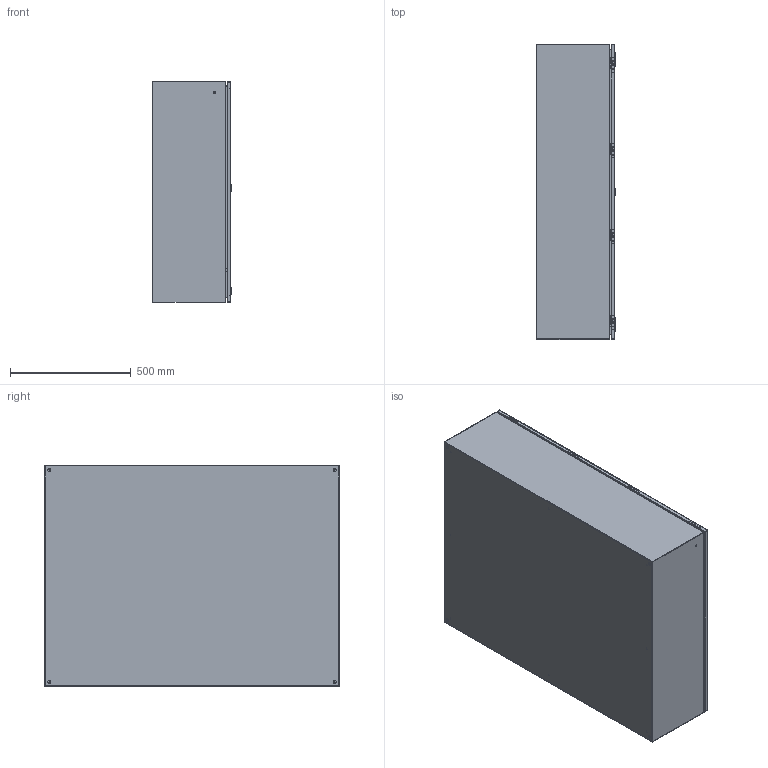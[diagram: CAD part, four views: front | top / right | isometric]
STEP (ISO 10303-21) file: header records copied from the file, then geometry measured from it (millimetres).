
FILE_DESCRIPTION (( 'STEP AP214' ), '1' );
FILE_NAME ('EN4SD483612S16R.STEP', '2019-10-03T10:31:39', ( '' ), ( '' ), 'SwSTEP 2.0', 'SolidWorks 2018', '' );
FILE_SCHEMA (( 'AUTOMOTIVE_DESIGN' ));
Length unit declared in the file: inch
Products named in the file (1): EN4SD483612S16R
Bounding box: 330.25 x 1219.2 x 914.4 mm (x, y, z)
Volume: 7660980.1 mm3; surface area: 8128481.9 mm2
Topology: 65 solids, 65 shells, 1684 faces, 4068 edges, 2579 vertices
Faces by surface type: plane 858, cylinder 549, bspline 193, torus 50, cone 34
Entity records: 77500 total; most frequent: CARTESIAN_POINT 15988, ORIENTED_EDGE 8082, DIRECTION 7958, EDGE_CURVE 4041, AXIS2_PLACEMENT_3D 2788, VERTEX_POINT 2579, VECTOR 2382, LINE 2382
